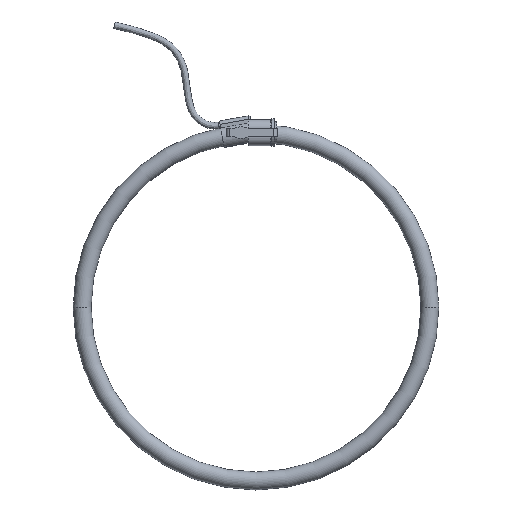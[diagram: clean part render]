
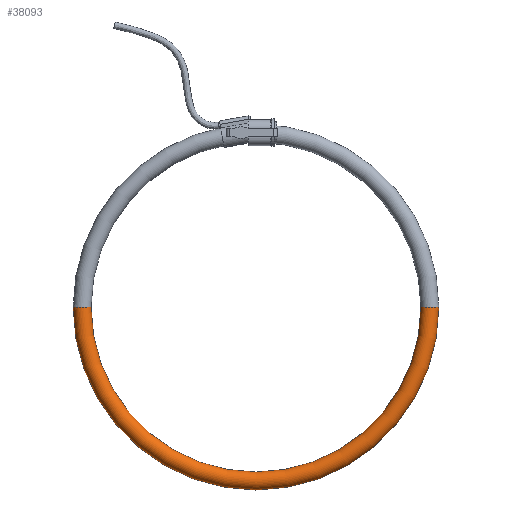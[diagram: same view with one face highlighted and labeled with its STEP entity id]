
A CAD part, top view. The second image highlights one B-rep face of the part: STEP entity #38093.
In plain terms, the highlighted toroidal (fillet/blend) face has major radius 135.5 mm and minor radius 7 mm.
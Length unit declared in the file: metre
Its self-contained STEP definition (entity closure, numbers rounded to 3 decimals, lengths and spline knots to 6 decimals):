
#761 = TOROIDAL_SURFACE ( 'NONE', #1464, 0.1355, 0.007 ) ;
#1464 = AXIS2_PLACEMENT_3D ( 'NONE', #13501, #12871, #26394 ) ;
#2103 = CARTESIAN_POINT ( 'NONE',  ( 0., 0., 0. ) ) ;
#2263 = ORIENTED_EDGE ( 'NONE', *, *, #4666, .T. ) ;
#2301 = DIRECTION ( 'NONE',  ( 1., 0., 0. ) ) ;
#3443 = EDGE_CURVE ( 'NONE', #16948, #6269, #15641, .T. ) ;
#4666 = EDGE_CURVE ( 'NONE', #6269, #29703, #32773, .T. ) ;
#4786 = DIRECTION ( 'NONE',  ( 0., -1., 0. ) ) ;
#6269 = VERTEX_POINT ( 'NONE', #28410 ) ;
#7348 = FACE_OUTER_BOUND ( 'NONE', #33242, .T. ) ;
#7498 = DIRECTION ( 'NONE',  ( 0., 1., 0. ) ) ;
#9519 = DIRECTION ( 'NONE',  ( 0., 0., 1. ) ) ;
#10900 = DIRECTION ( 'NONE',  ( -1., 0., 0. ) ) ;
#11757 = CARTESIAN_POINT ( 'NONE',  ( -0.1285, 0., 0. ) ) ;
#12266 = ORIENTED_EDGE ( 'NONE', *, *, #29500, .F. ) ;
#12871 = DIRECTION ( 'NONE',  ( 0., 0., 1. ) ) ;
#13501 = CARTESIAN_POINT ( 'NONE',  ( 0., 0., 0. ) ) ;
#15354 = CIRCLE ( 'NONE', #39004, 0.1285 ) ;
#15641 = CIRCLE ( 'NONE', #39295, 0.1425 ) ;
#16948 = VERTEX_POINT ( 'NONE', #18577 ) ;
#18577 = CARTESIAN_POINT ( 'NONE',  ( -0.1425, 0., 0. ) ) ;
#23838 = CARTESIAN_POINT ( 'NONE',  ( 0.1355, 0., 0. ) ) ;
#24700 = VERTEX_POINT ( 'NONE', #11757 ) ;
#24738 = DIRECTION ( 'NONE',  ( 0., 0., 1. ) ) ;
#26025 = EDGE_CURVE ( 'NONE', #16948, #24700, #39617, .T. ) ;
#26394 = DIRECTION ( 'NONE',  ( 1., 0., 0. ) ) ;
#28410 = CARTESIAN_POINT ( 'NONE',  ( 0.1425, 0., 0. ) ) ;
#29500 = EDGE_CURVE ( 'NONE', #24700, #29703, #15354, .T. ) ;
#29703 = VERTEX_POINT ( 'NONE', #29807 ) ;
#29807 = CARTESIAN_POINT ( 'NONE',  ( 0.1285, 0., 0. ) ) ;
#32773 = CIRCLE ( 'NONE', #41560, 0.007 ) ;
#33242 = EDGE_LOOP ( 'NONE', ( #40704, #37344, #2263, #12266 ) ) ;
#34199 = AXIS2_PLACEMENT_3D ( 'NONE', #39682, #7498, #10900 ) ;
#35752 = CARTESIAN_POINT ( 'NONE',  ( 0., 0., 0. ) ) ;
#37344 = ORIENTED_EDGE ( 'NONE', *, *, #3443, .T. ) ;
#38093 = ADVANCED_FACE ( 'NONE', ( #7348 ), #761, .T. ) ;
#38931 = DIRECTION ( 'NONE',  ( 1., 0., 0. ) ) ;
#39004 = AXIS2_PLACEMENT_3D ( 'NONE', #35752, #9519, #38931 ) ;
#39295 = AXIS2_PLACEMENT_3D ( 'NONE', #2103, #24738, #2301 ) ;
#39617 = CIRCLE ( 'NONE', #34199, 0.007 ) ;
#39682 = CARTESIAN_POINT ( 'NONE',  ( -0.1355, 0., 0. ) ) ;
#39917 = DIRECTION ( 'NONE',  ( 0., 0., -1. ) ) ;
#40704 = ORIENTED_EDGE ( 'NONE', *, *, #26025, .F. ) ;
#41560 = AXIS2_PLACEMENT_3D ( 'NONE', #23838, #4786, #39917 ) ;
